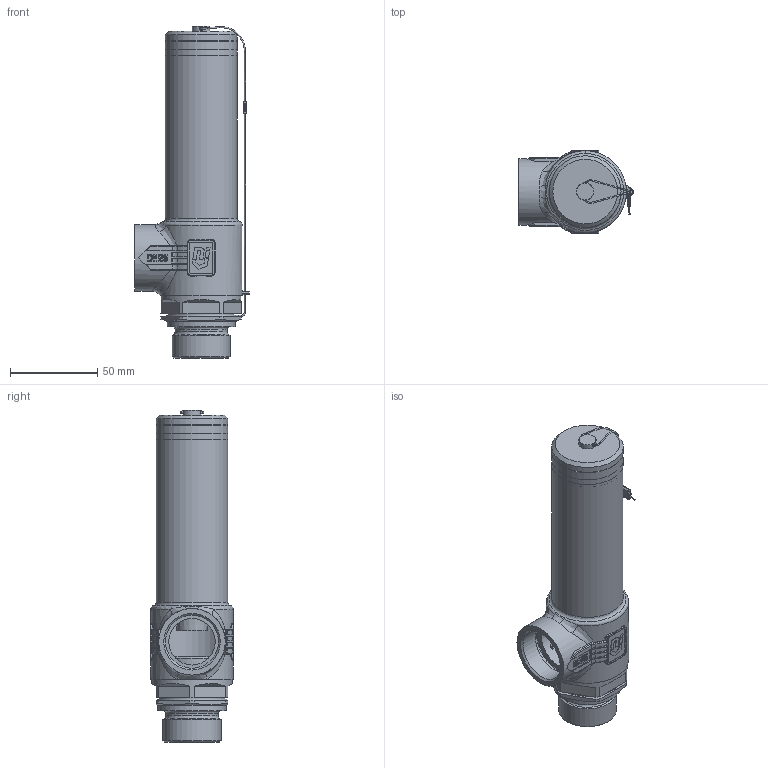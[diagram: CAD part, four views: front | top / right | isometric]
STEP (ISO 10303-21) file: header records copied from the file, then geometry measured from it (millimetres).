
FILE_DESCRIPTION(('HOOPS Exchange Step'),'2;1');
FILE_NAME('SV14-DN20-25-25.stp','2026-02-20T11:26:23+01:00',('nieru'),('Unknown organisation'),'HOOPS Exchange 2024.2','HOOPS Exchange','Unknown authorisation');
FILE_SCHEMA( ('AP203_CONFIGURATION_CONTROLLED_3D_DESIGN_OF_MECHANICAL_PARTS_AND_ASSEMBLIES_MIM_LF') );
Length unit declared in the file: millimetre
Products named in the file (2): 0; root
Assembly tree (1 placements, depth 2):
  root
    0
Bounding box: 65.5 x 47.31 x 189.8 mm (x, y, z)
Volume: 124883.3 mm3; surface area: 63993 mm2
Topology: 6 solids, 6 shells, 566 faces, 1566 edges, 1056 vertices
Faces by surface type: plane 289, cylinder 125, bspline 83, torus 52, cone 17
Full cylindrical faces by diameter (mm): 0.7 x10, 2 x2, 5 x2, 10 x1, 13 x1, 14.2 x1, 26.6 x1, 29.9 x1, 30 x1, 30.29 x1, 33.2 x1, 33.5 x3, 34.4 x1, 34.5 x1, 36 x2, 38 x3, 38.05 x1, 39 x3, 40 x1, 41 x4, 42 x1, 42.2 x1, 46 x1
Entity records: 26708 total; most frequent: CARTESIAN_POINT 12688, ORIENTED_EDGE 3128, DIRECTION 2588, EDGE_CURVE 1564, VERTEX_POINT 1056, AXIS2_PLACEMENT_3D 904, VECTOR 780, LINE 780
